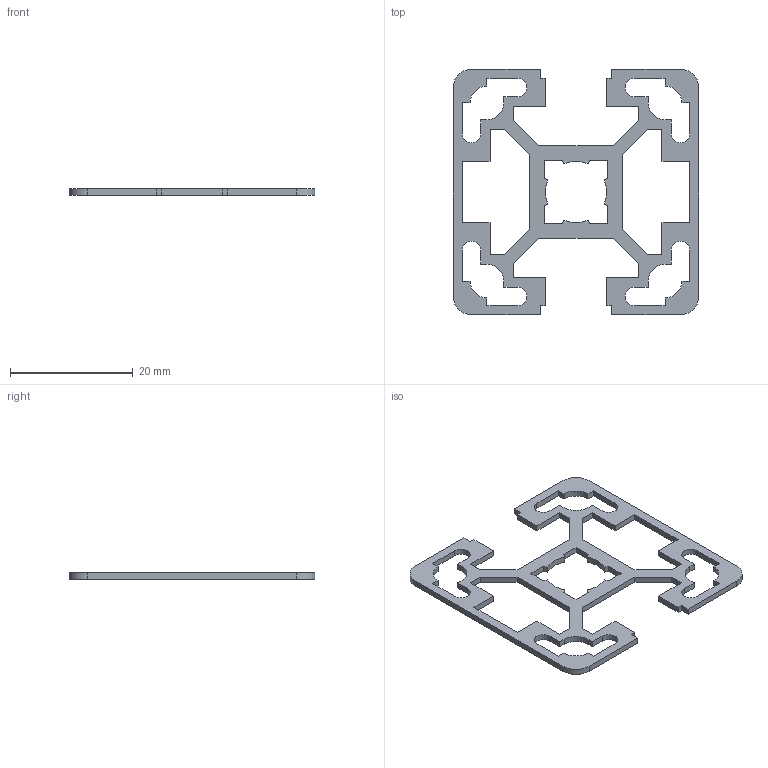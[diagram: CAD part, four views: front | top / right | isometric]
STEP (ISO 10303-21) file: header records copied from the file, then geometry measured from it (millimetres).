
FILE_DESCRIPTION(/* description */ ('BSB Aluminum Profile 40x40-LZ'),/* implementation_level */ '2;1');
FILE_NAME(/* name */ '1007529.ipt.stp',/* time_stamp */ '2020-04-01T16:46:10+02:00',/* author */ ('davee'),/* organization */ (''),/* preprocessor_version */ 'ST-DEVELOPER v16.5',/* originating_system */ 'Autodesk Inventor 2017',/* authorisation */ '');
FILE_SCHEMA (('AUTOMOTIVE_DESIGN { 1 0 10303 214 3 1 1 }'));
Length unit declared in the file: millimetre
Products named in the file (1): 1007529
Bounding box: 40 x 40 x 1 mm (x, y, z)
Volume: 593.9 mm3; surface area: 1734.7 mm2
Topology: 1 solids, 1 shells, 126 faces, 372 edges, 248 vertices
Faces by surface type: plane 102, cylinder 24
Entity records: 4230 total; most frequent: CARTESIAN_POINT 747, ORIENTED_EDGE 744, DIRECTION 674, EDGE_CURVE 372, LINE 324, VECTOR 324, VERTEX_POINT 248, AXIS2_PLACEMENT_3D 175
